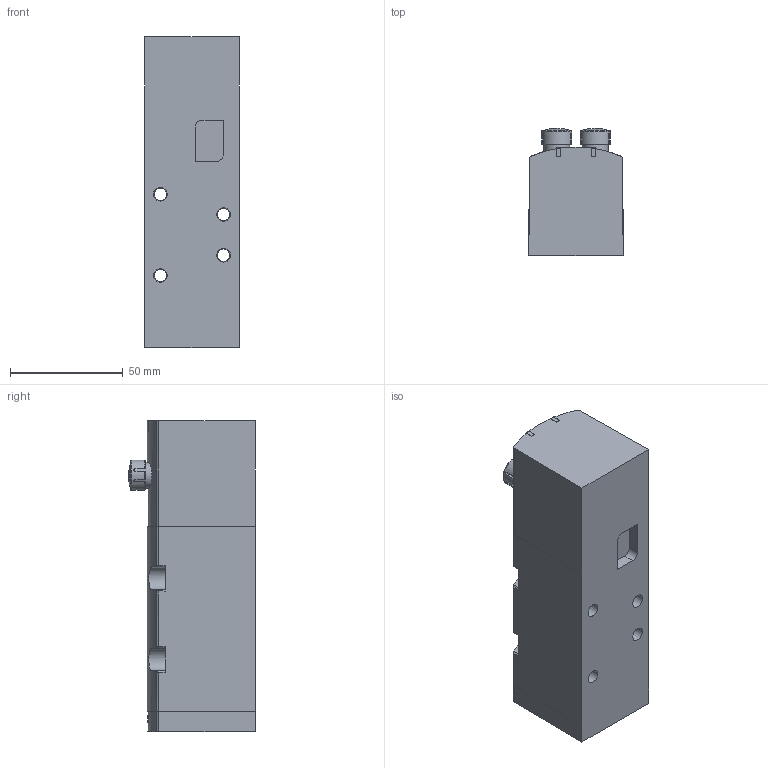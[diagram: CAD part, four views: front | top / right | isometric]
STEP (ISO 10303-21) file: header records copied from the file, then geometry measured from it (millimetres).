
FILE_DESCRIPTION(/* description */ ('STEP AP214'),/* implementation_level */ '2;1');
FILE_NAME(/* name */ '8034799_VSVA-B-T32C-AZH-D1-1T1L',/* time_stamp */ '2024-09-17T09:44:46+02:00',/* author */ ('License CC BY-ND 4.0'),/* organization */ ('CADENAS'),/* preprocessor_version */ 'ST-DEVELOPER v19.3',/* originating_system */ 'PARTsolutions',/* authorisation */ ' ');
FILE_SCHEMA (('AUTOMOTIVE_DESIGN {1 0 10303 214 3 1 1}'));
Length unit declared in the file: millimetre
Products named in the file (3): 8034799 VSVA-B-T32C-AZH-D1-1T1L; 8034799 VSVA-B-T32C-AZH-D1-1T1L---(part); 541010 VAMC-S6-CH
Assembly tree (3 placements, depth 2):
  8034799 VSVA-B-T32C-AZH-D1-1T1L
    8034799 VSVA-B-T32C-AZH-D1-1T1L---(part)
    541010 VAMC-S6-CH  x2
Bounding box: 42 x 56.16 x 138 mm (x, y, z)
Volume: 260576.2 mm3; surface area: 33430.2 mm2
Topology: 3 solids, 3 shells, 293 faces, 824 edges, 544 vertices
Faces by surface type: plane 172, cylinder 81, cone 24, sphere 8, torus 8
Full cylindrical faces by diameter (mm): 5.5 x4, 11.4 x2, 11.8 x2, 13.4 x2
Entity records: 8569 total; most frequent: CARTESIAN_POINT 1421, ORIENTED_EDGE 1156, DIRECTION 1150, EDGE_CURVE 578, AXIS2_PLACEMENT_3D 406, VERTEX_POINT 392, LINE 338, VECTOR 338
